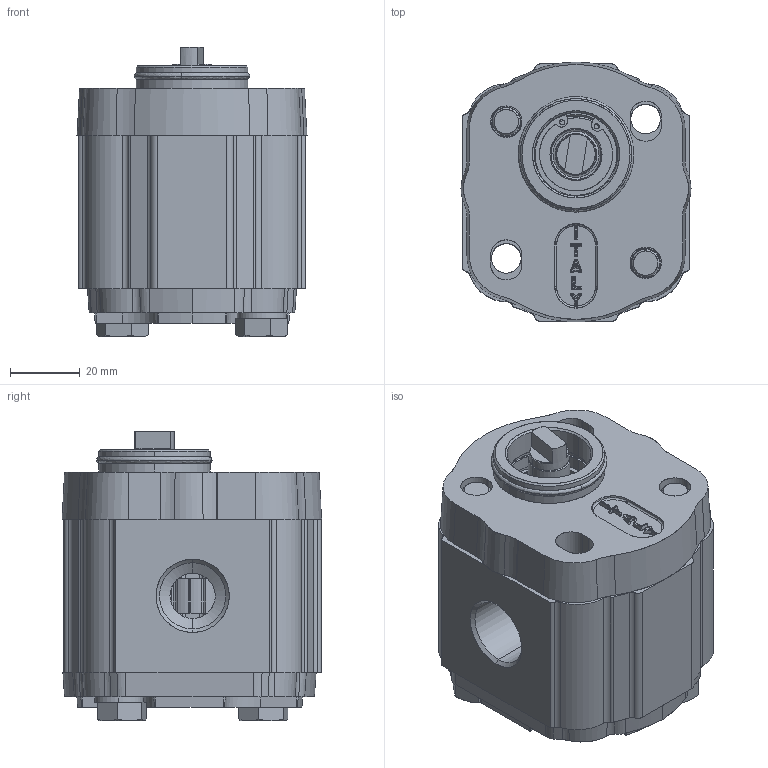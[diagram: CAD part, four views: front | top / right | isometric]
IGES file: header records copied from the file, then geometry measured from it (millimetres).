
Start section: SolidWorks IGES file using analytic representation for surfaces
Global section: file name: PS1017005D-GR.igs; native system: SolidWorks 2014; preprocessor: SolidWorks 2014; author: serviziopdm; date: 160720.172449; units: millimetre
Bounding box: 66.04 x 74.56 x 83.2 mm (x, y, z)
Surface area: 83949.5 mm2 (no closed solid volume)
Topology: 0 solids, 0 shells, 1508 faces, 16401 edges, 16260 vertices
Faces by surface type: revolution 957, bspline 551
